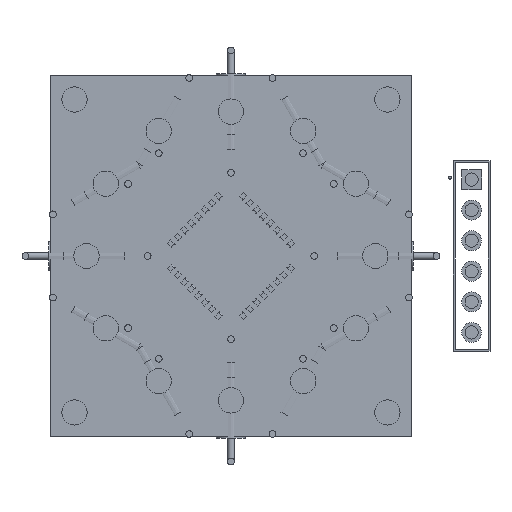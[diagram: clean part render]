
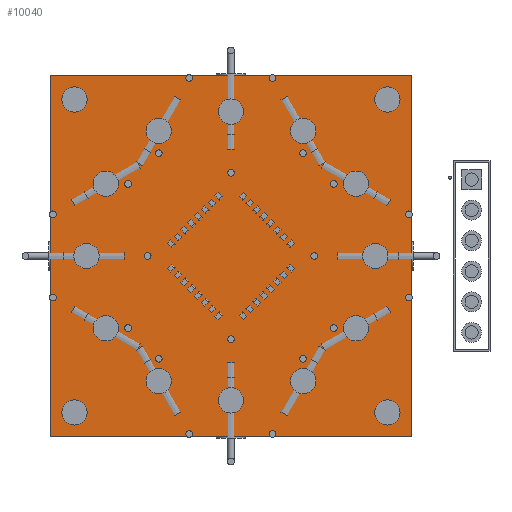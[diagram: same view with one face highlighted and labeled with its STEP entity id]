
A CAD part, top view. The second image highlights one B-rep face of the part: STEP entity #10040.
In plain terms, the highlighted planar face has unit normal (0, 0, 1).
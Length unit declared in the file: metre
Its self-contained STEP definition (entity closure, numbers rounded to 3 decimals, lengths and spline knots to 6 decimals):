
#10040 = ADVANCED_FACE( '', ( #19815 ), #19816, .F. );
#13584 = EDGE_CURVE( '', #25156, #25157, #25158, .T. );
#14480 = EDGE_CURVE( '', #25157, #18933, #26318, .T. );
#14874 = EDGE_CURVE( '', #26699, #25156, #26826, .T. );
#15956 = EDGE_CURVE( '', #18933, #26699, #28178, .T. );
#18933 = VERTEX_POINT( '', #30008 );
#19815 = FACE_OUTER_BOUND( '', #31188, .T. );
#19816 = PLANE( '', #31189 );
#25156 = VERTEX_POINT( '', #38687 );
#25157 = VERTEX_POINT( '', #38688 );
#25158 = LINE( '', #38689, #38690 );
#26318 = LINE( '', #40408, #40409 );
#26699 = VERTEX_POINT( '', #40958 );
#26826 = LINE( '', #41138, #41139 );
#28178 = LINE( '', #43145, #43146 );
#30008 = CARTESIAN_POINT( '', ( 0.015, -0.015, -0.000035 ) );
#31188 = EDGE_LOOP( '', ( #46491, #46492, #46493, #46494 ) );
#31189 = AXIS2_PLACEMENT_3D( '', #46495, #46496, #46497 );
#38687 = CARTESIAN_POINT( '', ( -0.015, 0.015, -0.000035 ) );
#38688 = CARTESIAN_POINT( '', ( -0.015, -0.015, -0.000035 ) );
#38689 = CARTESIAN_POINT( '', ( -0.015, 0.015, -0.000035 ) );
#38690 = VECTOR( '', #52723, 1. );
#40408 = CARTESIAN_POINT( '', ( -0.015, -0.015, -0.000035 ) );
#40409 = VECTOR( '', #54205, 1. );
#40958 = CARTESIAN_POINT( '', ( 0.015, 0.015, -0.000035 ) );
#41138 = CARTESIAN_POINT( '', ( 0.015, 0.015, -0.000035 ) );
#41139 = VECTOR( '', #54939, 1. );
#43145 = CARTESIAN_POINT( '', ( 0.015, -0.015, -0.000035 ) );
#43146 = VECTOR( '', #56830, 1. );
#46491 = ORIENTED_EDGE( '', *, *, #14480, .T. );
#46492 = ORIENTED_EDGE( '', *, *, #15956, .T. );
#46493 = ORIENTED_EDGE( '', *, *, #14874, .T. );
#46494 = ORIENTED_EDGE( '', *, *, #13584, .T. );
#46495 = CARTESIAN_POINT( '', ( -0.015, -0.015, -0.000035 ) );
#46496 = DIRECTION( '', ( 0., 0., -1. ) );
#46497 = DIRECTION( '', ( 0., -1., 0. ) );
#52723 = DIRECTION( '', ( 0., -1., 0. ) );
#54205 = DIRECTION( '', ( 1., 0., 0. ) );
#54939 = DIRECTION( '', ( -1., 0., 0. ) );
#56830 = DIRECTION( '', ( 0., 1., 0. ) );
